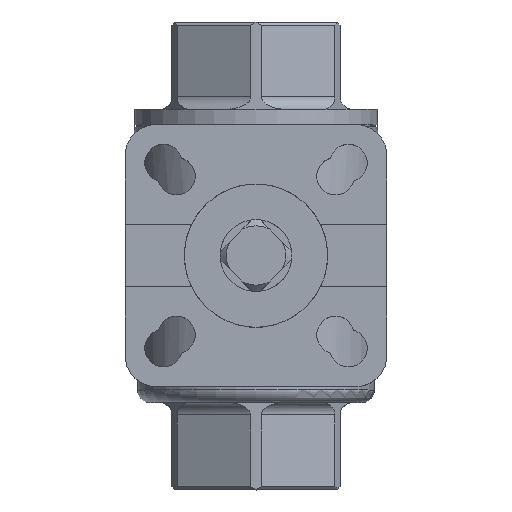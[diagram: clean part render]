
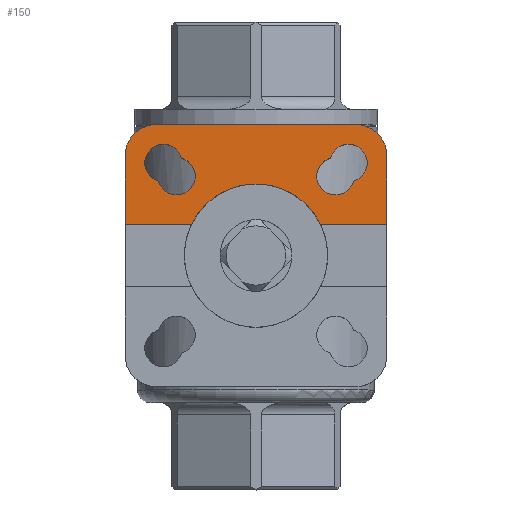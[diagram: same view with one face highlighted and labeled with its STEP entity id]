
A CAD part, top view. The second image highlights one B-rep face of the part: STEP entity #150.
In plain terms, the highlighted planar face has unit normal (0, 0, 1).
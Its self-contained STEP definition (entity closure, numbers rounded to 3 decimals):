
#150 = ADVANCED_FACE( '', ( #419, #420, #421 ), #422, .F. );
#419 = FACE_BOUND( '', #840, .T. );
#420 = FACE_BOUND( '', #841, .T. );
#421 = FACE_OUTER_BOUND( '', #842, .T. );
#422 = PLANE( '', #843 );
#840 = EDGE_LOOP( '', ( #2329, #2330 ) );
#841 = EDGE_LOOP( '', ( #2331, #2332 ) );
#842 = EDGE_LOOP( '', ( #2333, #2334, #2335, #2336, #2337, #2338, #2339, #2340 ) );
#843 = AXIS2_PLACEMENT_3D( '', #2341, #2342, #2343 );
#2329 = ORIENTED_EDGE( '', *, *, #3458, .T. );
#2330 = ORIENTED_EDGE( '', *, *, #3459, .T. );
#2331 = ORIENTED_EDGE( '', *, *, #3460, .T. );
#2332 = ORIENTED_EDGE( '', *, *, #3461, .T. );
#2333 = ORIENTED_EDGE( '', *, *, #3462, .T. );
#2334 = ORIENTED_EDGE( '', *, *, #3463, .T. );
#2335 = ORIENTED_EDGE( '', *, *, #3464, .F. );
#2336 = ORIENTED_EDGE( '', *, *, #3465, .T. );
#2337 = ORIENTED_EDGE( '', *, *, #3466, .F. );
#2338 = ORIENTED_EDGE( '', *, *, #3467, .T. );
#2339 = ORIENTED_EDGE( '', *, *, #3468, .F. );
#2340 = ORIENTED_EDGE( '', *, *, #3469, .T. );
#2341 = CARTESIAN_POINT( '', ( -21., 16.5, 40. ) );
#2342 = DIRECTION( '', ( 0., 0., -1. ) );
#2343 = DIRECTION( '', ( -1., 0., 0. ) );
#3458 = EDGE_CURVE( '', #3898, #3899, #3900, .T. );
#3459 = EDGE_CURVE( '', #3899, #3898, #3901, .T. );
#3460 = EDGE_CURVE( '', #3902, #3903, #3904, .T. );
#3461 = EDGE_CURVE( '', #3903, #3902, #3905, .T. );
#3462 = EDGE_CURVE( '', #3906, #3907, #3908, .T. );
#3463 = EDGE_CURVE( '', #3907, #3909, #3910, .T. );
#3464 = EDGE_CURVE( '', #3911, #3909, #3912, .T. );
#3465 = EDGE_CURVE( '', #3911, #3913, #3914, .F. );
#3466 = EDGE_CURVE( '', #3915, #3913, #3916, .T. );
#3467 = EDGE_CURVE( '', #3915, #3917, #3918, .F. );
#3468 = EDGE_CURVE( '', #3919, #3917, #3920, .T. );
#3469 = EDGE_CURVE( '', #3919, #3906, #3921, .T. );
#3898 = VERTEX_POINT( '', #4554 );
#3899 = VERTEX_POINT( '', #4555 );
#3900 = CIRCLE( '', #4556, 3. );
#3901 = CIRCLE( '', #4557, 3. );
#3902 = VERTEX_POINT( '', #4558 );
#3903 = VERTEX_POINT( '', #4559 );
#3904 = CIRCLE( '', #4560, 3. );
#3905 = CIRCLE( '', #4561, 3. );
#3906 = VERTEX_POINT( '', #4562 );
#3907 = VERTEX_POINT( '', #4563 );
#3908 = CIRCLE( '', #4564, 11.5 );
#3909 = VERTEX_POINT( '', #4565 );
#3910 = LINE( '', #4566, #4567 );
#3911 = VERTEX_POINT( '', #4568 );
#3912 = LINE( '', #4569, #4570 );
#3913 = VERTEX_POINT( '', #4571 );
#3914 = CIRCLE( '', #4572, 5. );
#3915 = VERTEX_POINT( '', #4573 );
#3916 = LINE( '', #4574, #4575 );
#3917 = VERTEX_POINT( '', #4576 );
#3918 = CIRCLE( '', #4577, 5. );
#3919 = VERTEX_POINT( '', #4578 );
#3920 = LINE( '', #4579, #4580 );
#3921 = LINE( '', #4581, #4582 );
#4554 = CARTESIAN_POINT( '', ( -11.953, 53.117, 40. ) );
#4555 = CARTESIAN_POINT( '', ( -15.627, 49.443, 40. ) );
#4556 = AXIS2_PLACEMENT_3D( '', #5970, #5971, #5972 );
#4557 = AXIS2_PLACEMENT_3D( '', #5973, #5974, #5975 );
#4558 = CARTESIAN_POINT( '', ( 11.953, 53.117, 40. ) );
#4559 = CARTESIAN_POINT( '', ( 15.627, 49.443, 40. ) );
#4560 = AXIS2_PLACEMENT_3D( '', #5976, #5977, #5978 );
#4561 = AXIS2_PLACEMENT_3D( '', #5979, #5980, #5981 );
#4562 = CARTESIAN_POINT( '', ( -10.356, 42.5, 40. ) );
#4563 = CARTESIAN_POINT( '', ( 10.356, 42.5, 40. ) );
#4564 = AXIS2_PLACEMENT_3D( '', #5982, #5983, #5984 );
#4565 = CARTESIAN_POINT( '', ( 21., 42.5, 40. ) );
#4566 = CARTESIAN_POINT( '', ( 9., 42.5, 40. ) );
#4567 = VECTOR( '', #5985, 1000. );
#4568 = CARTESIAN_POINT( '', ( 21., 53.5, 40. ) );
#4569 = CARTESIAN_POINT( '', ( 21., 58.5, 40. ) );
#4570 = VECTOR( '', #5986, 1000. );
#4571 = CARTESIAN_POINT( '', ( 16., 58.5, 40. ) );
#4572 = AXIS2_PLACEMENT_3D( '', #5987, #5988, #5989 );
#4573 = CARTESIAN_POINT( '', ( -16., 58.5, 40. ) );
#4574 = CARTESIAN_POINT( '', ( -21., 58.5, 40. ) );
#4575 = VECTOR( '', #5990, 1000. );
#4576 = CARTESIAN_POINT( '', ( -21., 53.5, 40. ) );
#4577 = AXIS2_PLACEMENT_3D( '', #5991, #5992, #5993 );
#4578 = CARTESIAN_POINT( '', ( -21., 42.5, 40. ) );
#4579 = CARTESIAN_POINT( '', ( -21., 16.5, 40. ) );
#4580 = VECTOR( '', #5994, 1000. );
#4581 = CARTESIAN_POINT( '', ( -21., 42.5, 40. ) );
#4582 = VECTOR( '', #5995, 1000. );
#5970 = CARTESIAN_POINT( '', ( -12.73, 50.22, 40. ) );
#5971 = DIRECTION( '', ( 0., 0., -1. ) );
#5972 = DIRECTION( '', ( -1., 0., 0. ) );
#5973 = CARTESIAN_POINT( '', ( -14.85, 52.34, 40. ) );
#5974 = DIRECTION( '', ( 0., 0., -1. ) );
#5975 = DIRECTION( '', ( -1., 0., 0. ) );
#5976 = CARTESIAN_POINT( '', ( 14.85, 52.34, 40. ) );
#5977 = DIRECTION( '', ( 0., 0., -1. ) );
#5978 = DIRECTION( '', ( -1., 0., 0. ) );
#5979 = CARTESIAN_POINT( '', ( 12.73, 50.22, 40. ) );
#5980 = DIRECTION( '', ( 0., 0., -1. ) );
#5981 = DIRECTION( '', ( -1., 0., 0. ) );
#5982 = CARTESIAN_POINT( '', ( 0., 37.5, 40. ) );
#5983 = DIRECTION( '', ( 0., 0., -1. ) );
#5984 = DIRECTION( '', ( 1., 0., 0. ) );
#5985 = DIRECTION( '', ( 1., 0., 0. ) );
#5986 = DIRECTION( '', ( 0., -1., 0. ) );
#5987 = CARTESIAN_POINT( '', ( 16., 53.5, 40. ) );
#5988 = DIRECTION( '', ( 0., 0., -1. ) );
#5989 = DIRECTION( '', ( -1., 0., 0. ) );
#5990 = DIRECTION( '', ( 1., 0., 0. ) );
#5991 = CARTESIAN_POINT( '', ( -16., 53.5, 40. ) );
#5992 = DIRECTION( '', ( 0., 0., -1. ) );
#5993 = DIRECTION( '', ( -1., 0., 0. ) );
#5994 = DIRECTION( '', ( 0., 1., 0. ) );
#5995 = DIRECTION( '', ( 1., 0., 0. ) );
